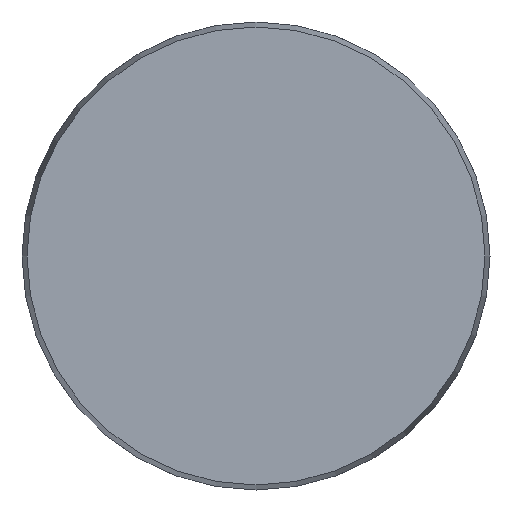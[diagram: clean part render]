
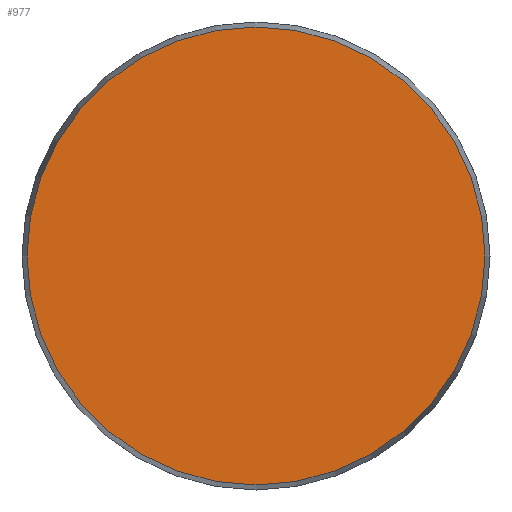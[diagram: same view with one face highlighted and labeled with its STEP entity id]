
A CAD part, front view. The second image highlights one B-rep face of the part: STEP entity #977.
In plain terms, the highlighted planar face has unit normal (0, -1, 0).
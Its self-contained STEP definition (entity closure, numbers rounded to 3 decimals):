
#34 = DIRECTION ( 'NONE',  ( 0., 0., -1. ) ) ;
#136 = FACE_OUTER_BOUND ( 'NONE', #800, .T. ) ;
#154 = EDGE_CURVE ( 'NONE', #953, #794, #389, .T. ) ;
#156 = DIRECTION ( 'NONE',  ( 0., -1., 0. ) ) ;
#226 = DIRECTION ( 'NONE',  ( 0., 0., -1. ) ) ;
#238 = CARTESIAN_POINT ( 'NONE',  ( 0., 0., 0. ) ) ;
#305 = AXIS2_PLACEMENT_3D ( 'NONE', #1011, #990, #34 ) ;
#344 = EDGE_CURVE ( 'NONE', #794, #953, #787, .T. ) ;
#389 = CIRCLE ( 'NONE', #721, 39.143 ) ;
#462 = CARTESIAN_POINT ( 'NONE',  ( -39.143, 0., 0. ) ) ;
#622 = PLANE ( 'NONE',  #991 ) ;
#643 = ORIENTED_EDGE ( 'NONE', *, *, #344, .T. ) ;
#721 = AXIS2_PLACEMENT_3D ( 'NONE', #238, #156, #226 ) ;
#739 = DIRECTION ( 'NONE',  ( 0., 0., 1. ) ) ;
#787 = CIRCLE ( 'NONE', #305, 39.143 ) ;
#794 = VERTEX_POINT ( 'NONE', #838 ) ;
#800 = EDGE_LOOP ( 'NONE', ( #966, #643 ) ) ;
#811 = DIRECTION ( 'NONE',  ( 0., 1., 0. ) ) ;
#838 = CARTESIAN_POINT ( 'NONE',  ( 0., 0., -39.143 ) ) ;
#953 = VERTEX_POINT ( 'NONE', #1019 ) ;
#966 = ORIENTED_EDGE ( 'NONE', *, *, #154, .T. ) ;
#977 = ADVANCED_FACE ( 'NONE', ( #136 ), #622, .F. ) ;
#990 = DIRECTION ( 'NONE',  ( 0., -1., 0. ) ) ;
#991 = AXIS2_PLACEMENT_3D ( 'NONE', #462, #811, #739 ) ;
#1011 = CARTESIAN_POINT ( 'NONE',  ( 0., 0., 0. ) ) ;
#1019 = CARTESIAN_POINT ( 'NONE',  ( 0., 0., 39.143 ) ) ;
